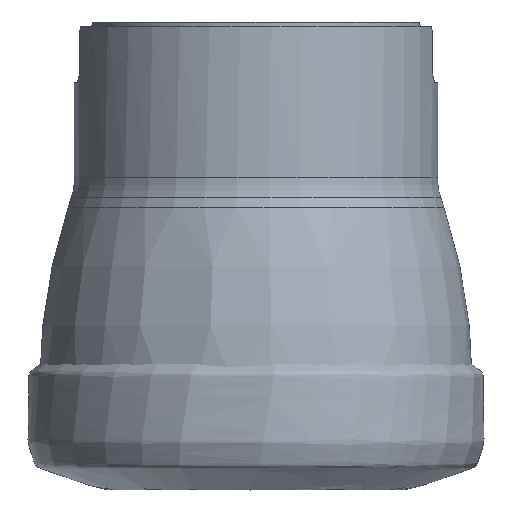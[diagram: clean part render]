
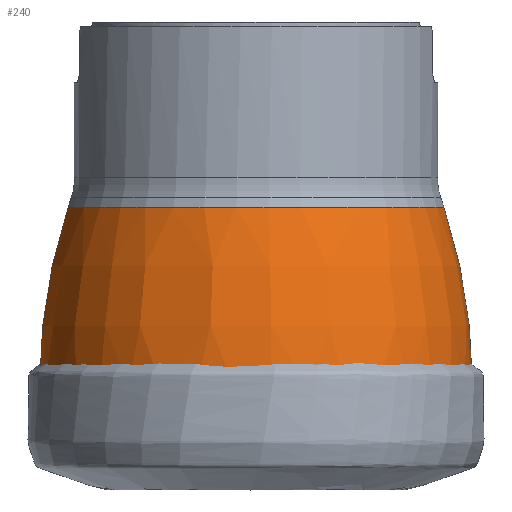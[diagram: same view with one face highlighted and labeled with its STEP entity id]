
A CAD part, left-side view. The second image highlights one B-rep face of the part: STEP entity #240.
In plain terms, the highlighted free-form (B-spline) face has degree [3, 3] with [4, 7] control points.
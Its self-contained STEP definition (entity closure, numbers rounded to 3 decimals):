
#230=(
BOUNDED_SURFACE()
B_SPLINE_SURFACE(3,3,((#1244,#1245,#1246,#1247,#1248,#1249,#1250),(#1251,
#1252,#1253,#1254,#1255,#1256,#1257),(#1258,#1259,#1260,#1261,#1262,#1263,
#1264),(#1265,#1266,#1267,#1268,#1269,#1270,#1271)),.UNSPECIFIED.,.F.,.T.,
 .F.)
B_SPLINE_SURFACE_WITH_KNOTS((4,4),(1,3,3,3,1),(0.,1.),(-0.5,0.,0.5,1.,1.5),
 .UNSPECIFIED.)
GEOMETRIC_REPRESENTATION_ITEM()
RATIONAL_B_SPLINE_SURFACE(((1.,0.333,0.333,1.,0.333,
0.333,1.),(0.992,0.331,0.331,
0.992,0.331,0.331,0.992),
(0.992,0.331,0.331,0.992,
0.331,0.331,0.992),(1.,0.333,
0.333,1.,0.333,0.333,1.)))
REPRESENTATION_ITEM('')
SURFACE()
);
#240=ADVANCED_FACE('TB_END_SU_12',(#298,#299),#230,.T.);
#298=FACE_BOUND('',#347,.T.);
#299=FACE_BOUND('',#348,.T.);
#347=EDGE_LOOP('',(#417));
#348=EDGE_LOOP('',(#418));
#417=ORIENTED_EDGE('',*,*,#662,.T.);
#418=ORIENTED_EDGE('',*,*,#661,.F.);
#593=VERTEX_POINT('',#1240);
#594=VERTEX_POINT('',#1243);
#661=EDGE_CURVE('',#593,#593,#750,.T.);
#662=EDGE_CURVE('',#594,#594,#751,.T.);
#750=CIRCLE('',#875,18.113);
#751=CIRCLE('',#877,20.866);
#875=AXIS2_PLACEMENT_3D('',#1239,#994,#995);
#877=AXIS2_PLACEMENT_3D('',#1242,#998,#999);
#994=DIRECTION('',(0.,0.,1.));
#995=DIRECTION('',(0.998,0.07,0.));
#998=DIRECTION('',(0.,0.,1.));
#999=DIRECTION('',(0.998,0.07,0.));
#1239=CARTESIAN_POINT('',(0.,0.,-17.825));
#1240=CARTESIAN_POINT('',(18.069,1.264,-17.825));
#1242=CARTESIAN_POINT('',(0.,0.,
-35.));
#1243=CARTESIAN_POINT('',(20.815,1.456,-35.));
#1244=CARTESIAN_POINT('',(18.069,1.264,-17.825));
#1245=CARTESIAN_POINT('',(15.542,37.402,-17.825));
#1246=CARTESIAN_POINT('',(-20.596,34.874,-17.825));
#1247=CARTESIAN_POINT('',(-18.069,-1.264,-17.825));
#1248=CARTESIAN_POINT('',(-15.542,-37.402,-17.825));
#1249=CARTESIAN_POINT('',(20.596,-34.874,-17.825));
#1250=CARTESIAN_POINT('',(18.069,1.264,-17.825));
#1251=CARTESIAN_POINT('',(19.892,1.391,-23.379));
#1252=CARTESIAN_POINT('',(17.11,41.175,-23.379));
#1253=CARTESIAN_POINT('',(-22.674,38.393,-23.379));
#1254=CARTESIAN_POINT('',(-19.892,-1.391,-23.379));
#1255=CARTESIAN_POINT('',(-17.11,-41.175,-23.379));
#1256=CARTESIAN_POINT('',(22.674,-38.393,-23.379));
#1257=CARTESIAN_POINT('',(19.892,1.391,-23.379));
#1258=CARTESIAN_POINT('',(20.815,1.456,-29.153));
#1259=CARTESIAN_POINT('',(17.904,43.086,-29.153));
#1260=CARTESIAN_POINT('',(-23.726,40.175,-29.153));
#1261=CARTESIAN_POINT('',(-20.815,-1.456,-29.153));
#1262=CARTESIAN_POINT('',(-17.904,-43.086,-29.153));
#1263=CARTESIAN_POINT('',(23.726,-40.175,-29.153));
#1264=CARTESIAN_POINT('',(20.815,1.456,-29.153));
#1265=CARTESIAN_POINT('',(20.815,1.456,-35.));
#1266=CARTESIAN_POINT('',(17.904,43.086,-35.));
#1267=CARTESIAN_POINT('',(-23.726,40.175,-35.));
#1268=CARTESIAN_POINT('',(-20.815,-1.456,-35.));
#1269=CARTESIAN_POINT('',(-17.904,-43.086,-35.));
#1270=CARTESIAN_POINT('',(23.726,-40.175,-35.));
#1271=CARTESIAN_POINT('',(20.815,1.456,-35.));
